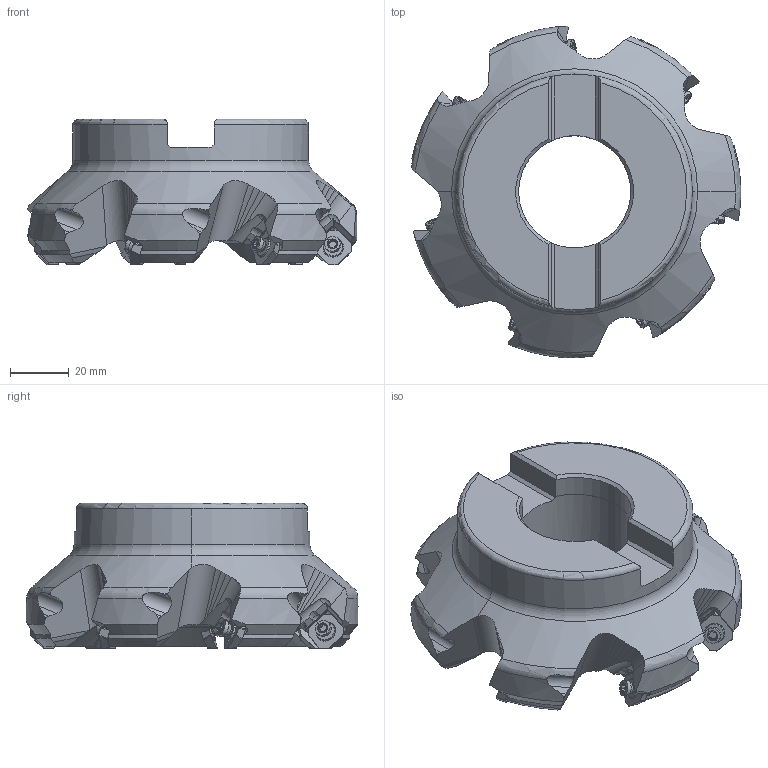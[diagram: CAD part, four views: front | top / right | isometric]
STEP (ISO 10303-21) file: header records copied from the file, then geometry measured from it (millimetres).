
FILE_DESCRIPTION(/* description */ (''),/* implementation_level */ '2;1');
FILE_NAME(/* name */ 'ASX445R0407E.stp',/* time_stamp */ '2021-09-08T11:41:05+09:00',/* author */ (''),/* organization */ (''),/* preprocessor_version */ 'ST-DEVELOPER v16',/* originating_system */ 'SIEMENS PLM Software NX 10.0',/* authorisation */ '');
FILE_SCHEMA (('AUTOMOTIVE_DESIGN { 1 0 10303 214 3 1 1 1 }'));
Length unit declared in the file: millimetre
Products named in the file (1): ASX445R0407E_ASM
Bounding box: 111.84 x 112.69 x 49.5 mm (x, y, z)
Volume: 212892.7 mm3; surface area: 38793.8 mm2
Topology: 22 solids, 22 shells, 1066 faces, 2921 edges, 1955 vertices
Faces by surface type: cylinder 442, plane 419, cone 127, torus 43, sphere 21, bspline 14
Entity records: 38011 total; most frequent: CARTESIAN_POINT 10314, ORIENTED_EDGE 5744, DIRECTION 5685, EDGE_CURVE 2872, AXIS2_PLACEMENT_3D 2250, VERTEX_POINT 1878, LINE 1185, VECTOR 1185
